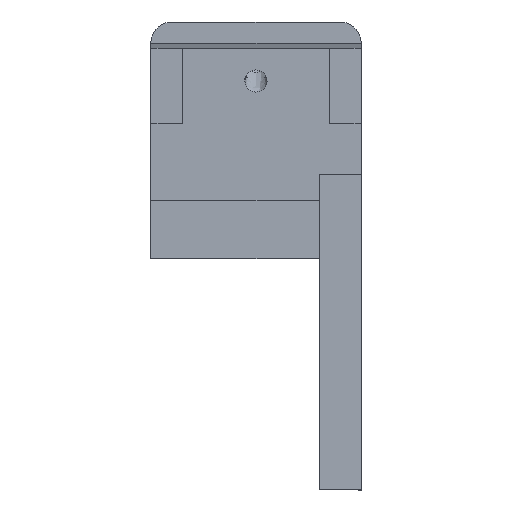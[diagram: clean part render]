
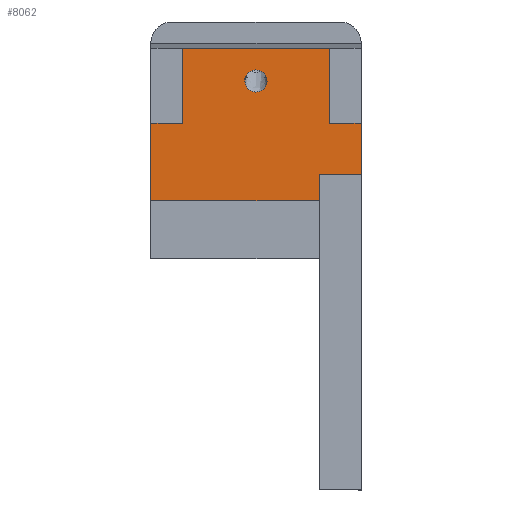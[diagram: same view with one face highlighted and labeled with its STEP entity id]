
A CAD part, top view. The second image highlights one B-rep face of the part: STEP entity #8062.
In plain terms, the highlighted planar face has unit normal (0, 0, 1).
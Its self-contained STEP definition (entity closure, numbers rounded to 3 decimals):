
#152=FACE_BOUND('',#977,.T.);
#197=CIRCLE('',#8640,1.05);
#534=FACE_OUTER_BOUND('',#976,.T.);
#976=EDGE_LOOP('',(#5790,#5791,#5792,#5793,#5794,#5795,#5796,#5797,#5798,
#5799));
#977=EDGE_LOOP('',(#5800));
#1477=LINE('',#11471,#2313);
#1482=LINE('',#11482,#2318);
#1494=LINE('',#11506,#2330);
#1503=LINE('',#11533,#2339);
#1513=LINE('',#11556,#2349);
#1516=LINE('',#11562,#2352);
#1520=LINE('',#11570,#2356);
#1574=LINE('',#11725,#2410);
#1578=LINE('',#11732,#2414);
#1677=LINE('',#11944,#2513);
#2313=VECTOR('',#9221,10.);
#2318=VECTOR('',#9228,10.);
#2330=VECTOR('',#9248,10.);
#2339=VECTOR('',#9277,10.);
#2349=VECTOR('',#9297,10.);
#2352=VECTOR('',#9302,10.);
#2356=VECTOR('',#9308,10.);
#2410=VECTOR('',#9426,10.);
#2414=VECTOR('',#9432,10.);
#2513=VECTOR('',#9601,10.);
#3284=VERTEX_POINT('',#11468);
#3285=VERTEX_POINT('',#11470);
#3288=VERTEX_POINT('',#11478);
#3290=VERTEX_POINT('',#11481);
#3298=VERTEX_POINT('',#11505);
#3306=VERTEX_POINT('',#11532);
#3316=VERTEX_POINT('',#11560);
#3319=VERTEX_POINT('',#11569);
#3360=VERTEX_POINT('',#11723);
#3362=VERTEX_POINT('',#11730);
#3435=VERTEX_POINT('',#12140);
#4078=EDGE_CURVE('',#3284,#3285,#1477,.T.);
#4083=EDGE_CURVE('',#3290,#3288,#1482,.T.);
#4095=EDGE_CURVE('',#3298,#3290,#1494,.T.);
#4108=EDGE_CURVE('',#3285,#3306,#1503,.T.);
#4120=EDGE_CURVE('',#3284,#3298,#1513,.T.);
#4123=EDGE_CURVE('',#3316,#3288,#1516,.T.);
#4127=EDGE_CURVE('',#3319,#3306,#1520,.T.);
#4192=EDGE_CURVE('',#3360,#3316,#1574,.T.);
#4196=EDGE_CURVE('',#3362,#3360,#1578,.T.);
#4298=EDGE_CURVE('',#3319,#3362,#1677,.T.);
#4311=EDGE_CURVE('',#3435,#3435,#197,.T.);
#5790=ORIENTED_EDGE('',*,*,#4083,.T.);
#5791=ORIENTED_EDGE('',*,*,#4123,.F.);
#5792=ORIENTED_EDGE('',*,*,#4192,.F.);
#5793=ORIENTED_EDGE('',*,*,#4196,.F.);
#5794=ORIENTED_EDGE('',*,*,#4298,.F.);
#5795=ORIENTED_EDGE('',*,*,#4127,.T.);
#5796=ORIENTED_EDGE('',*,*,#4108,.F.);
#5797=ORIENTED_EDGE('',*,*,#4078,.F.);
#5798=ORIENTED_EDGE('',*,*,#4120,.T.);
#5799=ORIENTED_EDGE('',*,*,#4095,.T.);
#5800=ORIENTED_EDGE('',*,*,#4311,.T.);
#7770=PLANE('',#8642);
#8062=ADVANCED_FACE('',(#534,#152),#7770,.T.);
#8640=AXIS2_PLACEMENT_3D('',#12141,#9613,#9614);
#8642=AXIS2_PLACEMENT_3D('',#12145,#9617,#9618);
#9221=DIRECTION('',(0.,1.,0.));
#9228=DIRECTION('',(1.,0.,0.));
#9248=DIRECTION('',(0.,1.,0.));
#9277=DIRECTION('',(1.,0.,0.));
#9297=DIRECTION('',(1.,0.,0.));
#9302=DIRECTION('',(0.,-1.,0.));
#9308=DIRECTION('',(0.,-1.,0.));
#9426=DIRECTION('',(1.,0.,0.));
#9432=DIRECTION('',(0.,-1.,0.));
#9601=DIRECTION('',(1.,0.,0.));
#9613=DIRECTION('center_axis',(0.,0.,
-1.));
#9614=DIRECTION('ref_axis',(0.,-1.,0.));
#9617=DIRECTION('center_axis',(0.,0.,
1.));
#9618=DIRECTION('ref_axis',(0.,-1.,0.));
#11468=CARTESIAN_POINT('',(-3.,-9.871,2.749));
#11470=CARTESIAN_POINT('',(-3.,-2.471,2.749));
#11471=CARTESIAN_POINT('',(-3.,-2.471,2.749));
#11478=CARTESIAN_POINT('',(17.,-7.371,2.749));
#11481=CARTESIAN_POINT('',(13.,-7.371,2.749));
#11482=CARTESIAN_POINT('',(8.5,-7.371,2.749));
#11505=CARTESIAN_POINT('',(13.,-9.871,2.749));
#11506=CARTESIAN_POINT('',(13.,-8.621,2.749));
#11532=CARTESIAN_POINT('',(0.,-2.471,2.749));
#11533=CARTESIAN_POINT('',(0.,-2.471,2.749));
#11556=CARTESIAN_POINT('',(0.,-9.871,2.749));
#11560=CARTESIAN_POINT('',(17.,-2.471,2.749));
#11562=CARTESIAN_POINT('',(17.,-2.471,2.749));
#11569=CARTESIAN_POINT('',(0.,5.129,2.749));
#11570=CARTESIAN_POINT('',(0.,5.129,2.749));
#11723=CARTESIAN_POINT('',(14.,-2.471,2.749));
#11725=CARTESIAN_POINT('',(0.,-2.471,2.749));
#11730=CARTESIAN_POINT('',(14.,5.129,2.749));
#11732=CARTESIAN_POINT('',(14.,5.129,2.749));
#11944=CARTESIAN_POINT('',(0.,5.129,2.749));
#12140=CARTESIAN_POINT('',(5.95,1.529,2.749));
#12141=CARTESIAN_POINT('Origin',(7.,1.529,2.749));
#12145=CARTESIAN_POINT('Origin',(0.,5.129,
2.749));
